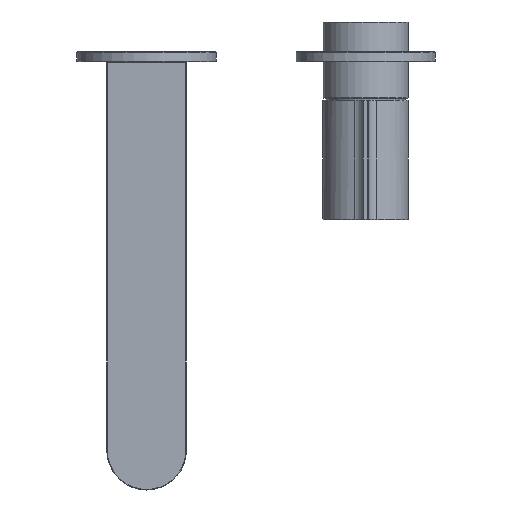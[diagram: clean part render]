
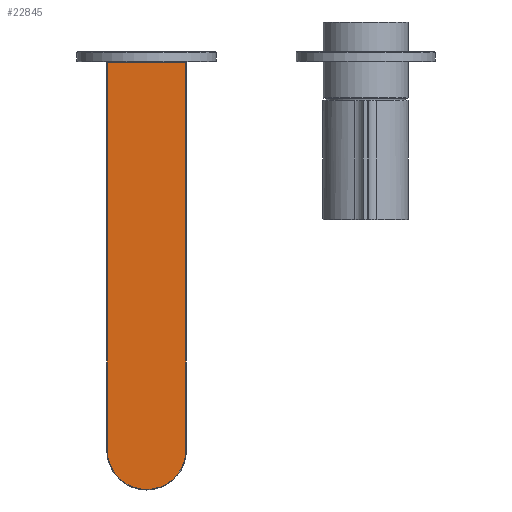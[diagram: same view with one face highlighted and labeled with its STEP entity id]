
A CAD part, front view. The second image highlights one B-rep face of the part: STEP entity #22845.
In plain terms, the highlighted face is planar.
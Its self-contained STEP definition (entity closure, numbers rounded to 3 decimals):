
#2652=LINE('',#41625,#5284);
#2653=LINE('',#41628,#5285);
#2654=LINE('',#41630,#5286);
#5284=VECTOR('',#30955,1000.);
#5285=VECTOR('',#30956,1000.);
#5286=VECTOR('',#30957,1000.);
#6489=PLANE('',#25889);
#11856=ORIENTED_EDGE('',*,*,#15632,.T.);
#11857=ORIENTED_EDGE('',*,*,#15633,.T.);
#11858=ORIENTED_EDGE('',*,*,#15634,.T.);
#11859=ORIENTED_EDGE('',*,*,#15635,.T.);
#15632=EDGE_CURVE('',#17966,#17967,#2652,.T.);
#15633=EDGE_CURVE('',#17967,#17968,#2653,.T.);
#15634=EDGE_CURVE('',#17968,#17969,#2654,.F.);
#15635=EDGE_CURVE('',#17969,#17966,#18539,.F.);
#17966=VERTEX_POINT('',#41626);
#17967=VERTEX_POINT('',#41627);
#17968=VERTEX_POINT('',#41629);
#17969=VERTEX_POINT('',#41631);
#18539=CIRCLE('',#25890,19.7);
#19925=EDGE_LOOP('',(#11856,#11857,#11858,#11859));
#21472=FACE_BOUND('',#19925,.T.);
#22845=ADVANCED_FACE('',(#21472),#6489,.F.);
#25889=AXIS2_PLACEMENT_3D('',#41624,#30953,#30954);
#25890=AXIS2_PLACEMENT_3D('',#41632,#30958,#30959);
#30953=DIRECTION('',(0.,0.,-1.));
#30954=DIRECTION('',(-1.,0.,0.));
#30955=DIRECTION('',(-1.,0.,0.));
#30956=DIRECTION('',(0.,-1.,0.));
#30957=DIRECTION('',(-1.,0.,0.));
#30958=DIRECTION('',(0.,0.,-1.));
#30959=DIRECTION('',(-1.,0.,0.));
#41624=CARTESIAN_POINT('',(120.,-20.,116.));
#41625=CARTESIAN_POINT('',(120.,19.7,116.));
#41626=CARTESIAN_POINT('',(199.,19.7,116.));
#41627=CARTESIAN_POINT('',(4.3,19.7,116.));
#41628=CARTESIAN_POINT('',(4.3,-20.,116.));
#41629=CARTESIAN_POINT('',(4.3,-19.7,116.));
#41630=CARTESIAN_POINT('',(120.,-19.7,116.));
#41631=CARTESIAN_POINT('',(199.,-19.7,116.));
#41632=CARTESIAN_POINT('',(199.,0.,116.));
